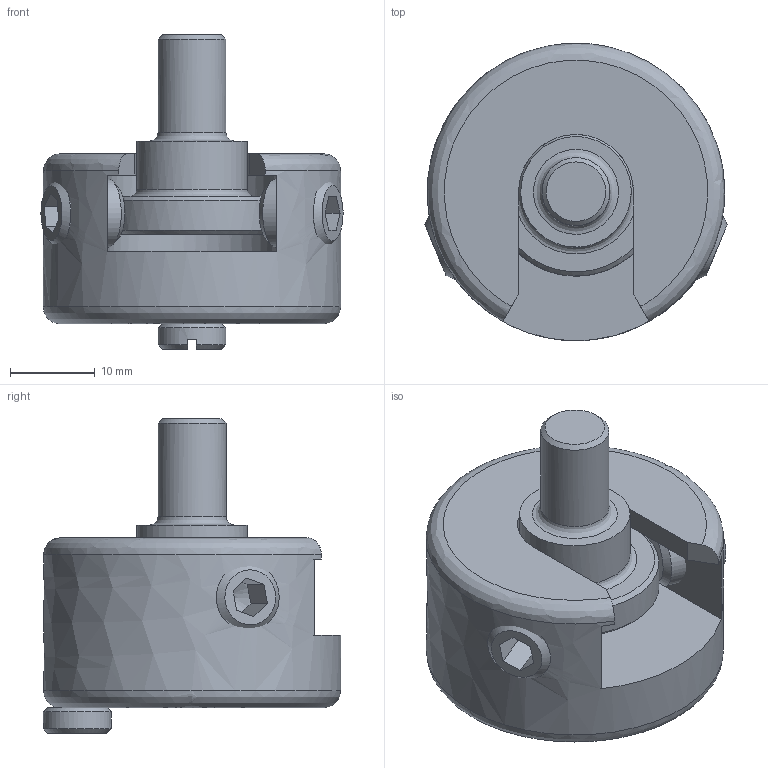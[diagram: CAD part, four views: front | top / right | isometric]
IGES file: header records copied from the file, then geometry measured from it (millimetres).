
Global section: file name: SZ0601S_A; native system: Autodesk Inventor 2015; preprocessor: unknown; author: Behrens; date: 20151123.084450; units: millimetre
Bounding box: 35.55 x 34.99 x 37 mm (x, y, z)
Volume: 15597.2 mm3; surface area: 7894.4 mm2
Topology: 5 solids, 5 shells, 91 faces, 250 edges, 170 vertices
Faces by surface type: bspline 91
